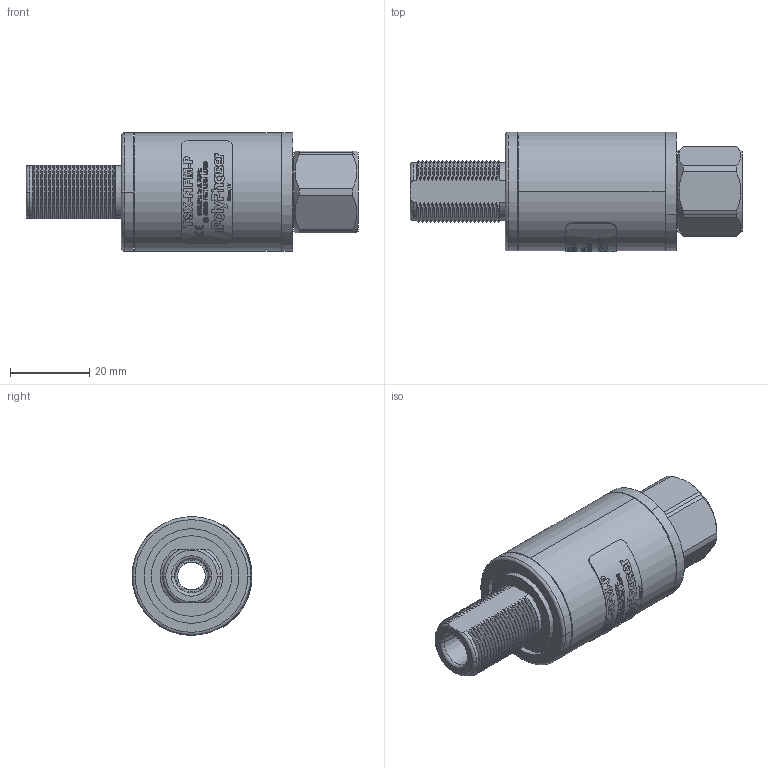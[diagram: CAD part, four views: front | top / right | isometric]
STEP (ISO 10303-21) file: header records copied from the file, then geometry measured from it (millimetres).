
FILE_DESCRIPTION (( 'STEP AP214' ), '1' );
FILE_NAME ('TSX-NFM-P.STEP', '2019-07-30T19:53:11', ( '' ), ( '' ), 'SwSTEP 2.0', 'SolidWorks 2019', '' );
FILE_SCHEMA (( 'AUTOMOTIVE_DESIGN' ));
Length unit declared in the file: inch
Products named in the file (11): 5800-0276; TSX-NFM-P; 5800-0274; 1502-0709; 5800-0275; 2003-2915; 2003-2915_On 5800-0276
Assembly tree (5 placements, depth 2):
  TSX-NFM-P
    5800-0276
    5800-0274
    5800-0275
    1502-0709
    2003-2915_On 5800-0276
  5800-0276
  5800-0274
  5800-0275
  2003-2915
Bounding box: 83.82 x 30.23 x 29.97 mm (x, y, z)
Volume: 25619.3 mm3; surface area: 20170.1 mm2
Topology: 5 solids, 5 shells, 1531 faces, 4165 edges, 2738 vertices
Faces by surface type: bspline 671, plane 381, cylinder 303, cone 160, torus 16
Entity records: 84500 total; most frequent: CARTESIAN_POINT 37210, ORIENTED_EDGE 8330, DIRECTION 4501, EDGE_CURVE 4165, VERTEX_POINT 2738, B_SPLINE_CURVE_WITH_KNOTS 2306, AXIS2_PLACEMENT_3D 1773, EDGE_LOOP 1633
